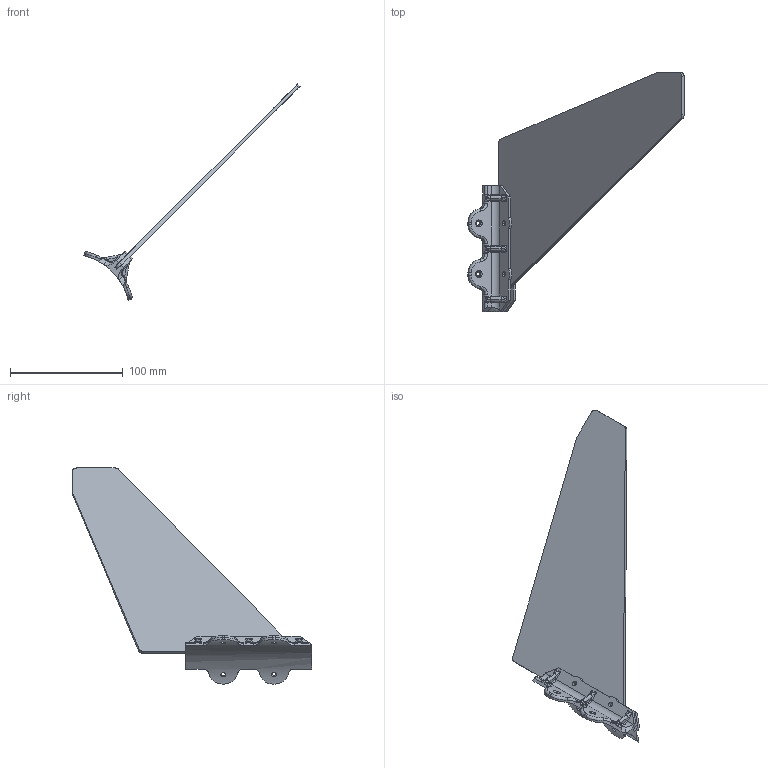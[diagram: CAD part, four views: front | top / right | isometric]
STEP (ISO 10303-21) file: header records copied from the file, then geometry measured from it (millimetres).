
FILE_DESCRIPTION (( 'STEP AP203' ), '1' );
FILE_NAME ('ñòàáû ñòåï íà ðåíäåð.STEP', '2024-03-03T09:35:49', ( 'Sofia' ), ( 'HP' ), 'SwSTEP 2.0', 'SolidWorks 2023', '' );
FILE_SCHEMA (( 'CONFIG_CONTROL_DESIGN' ));
Length unit declared in the file: millimetre
Products named in the file (3): Крепление_стабилизаторов_10_10_2023; стабы степ на рендер; Стабилизатор_01_11_2023_сплошной
Assembly tree (2 placements, depth 2):
  стабы степ на рендер
    Крепление_стабилизаторов_10_10_2023
    Стабилизатор_01_11_2023_сплошной
Bounding box: 192.04 x 212.6 x 191.9 mm (x, y, z)
Volume: 95483.4 mm3; surface area: 62784.8 mm2
Topology: 2 solids, 2 shells, 254 faces, 630 edges, 380 vertices
Faces by surface type: cylinder 97, bspline 70, plane 57, torus 24, cone 6
Entity records: 15160 total; most frequent: CARTESIAN_POINT 9426, ORIENTED_EDGE 1260, DIRECTION 984, EDGE_CURVE 630, AXIS2_PLACEMENT_3D 385, VERTEX_POINT 380, EDGE_LOOP 274, FACE_OUTER_BOUND 254
